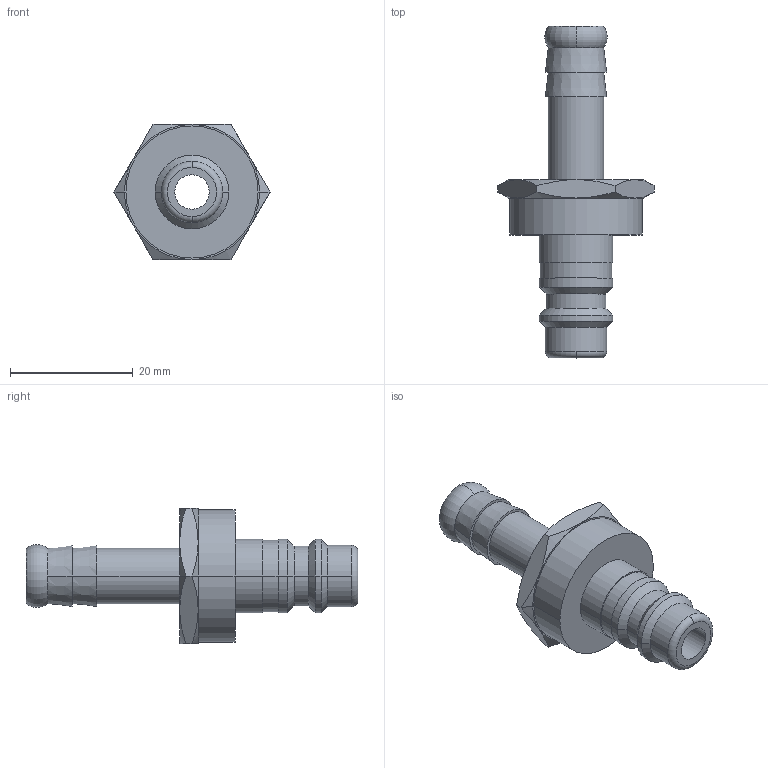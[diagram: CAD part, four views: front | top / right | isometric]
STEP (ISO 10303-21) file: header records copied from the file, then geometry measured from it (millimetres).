
FILE_DESCRIPTION(('STEP AP214'),'1');
FILE_NAME('ESE_9_SAB.stp','2020-08-17T11:38:24',('TraceParts'),('TraceParts S.A.'),'Spatial InterOp 3D',' ',' ');
FILE_SCHEMA(('AUTOMOTIVE_DESIGN { 1 0 10303 214 1 1 1 1 }'));
Length unit declared in the file: millimetre
Products named in the file (1): ESE_9_SAB
Bounding box: 25.4 x 54 x 22 mm (x, y, z)
Volume: 5687.7 mm3; surface area: 3806.1 mm2
Topology: 1 solids, 1 shells, 63 faces, 136 edges, 82 vertices
Faces by surface type: cone 26, cylinder 18, plane 15, torus 4
Entity records: 2264 total; most frequent: CARTESIAN_POINT 378, DIRECTION 314, ORIENTED_EDGE 272, AXIS2_PLACEMENT_3D 138, EDGE_CURVE 136, VERTEX_POINT 82, CIRCLE 74, EDGE_LOOP 72
